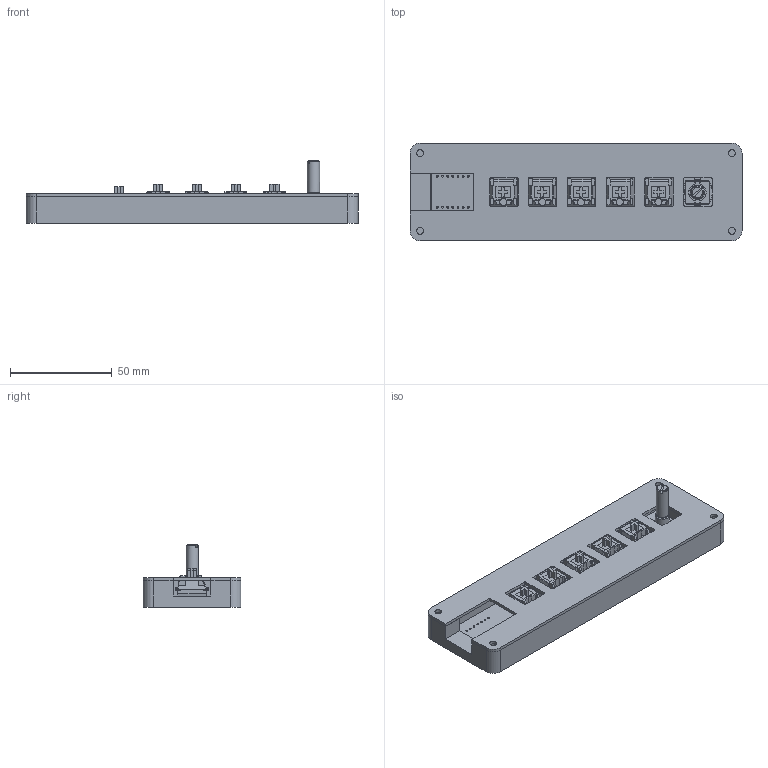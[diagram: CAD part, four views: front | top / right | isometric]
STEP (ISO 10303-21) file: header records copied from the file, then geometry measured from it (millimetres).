
FILE_DESCRIPTION(/* description */ ('KiCad electronic assembly'),/* implementation_level */ '2;1');
FILE_NAME(/* name */ 'assembled_case.step',/* time_stamp */ '2025-12-29T20:12:05-05:00',/* author */ (''),/* organization */ (''),/* preprocessor_version */ 'ST-DEVELOPER v20.1',/* originating_system */ 'Autodesk Translation Framework v14.21.0.0',/* authorisation */ '');
FILE_SCHEMA (('AUTOMOTIVE_DESIGN { 1 0 10303 214 3 1 1 }'));
Length unit declared in the file: millimetre
Products named in the file (9): liuv's_hackpad 1; EC11-SMD-25R-black; EC11-Base; EC11-Shaft-R; EC11-Housing-SMD; liuv's_hackpad_PCB; switch; Component1; Component2
Assembly tree (11 placements, depth 3):
  liuv's_hackpad 1
    switch  x5
      Component1
      Component2
    EC11-SMD-25R-black
      EC11-Base
      EC11-Shaft-R
      EC11-Housing-SMD
  liuv's_hackpad_PCB
Bounding box: 163.05 x 48.09 x 30.64 mm (x, y, z)
Volume: 83243.4 mm3; surface area: 57227.8 mm2
Topology: 52 solids, 52 shells, 1427 faces, 3665 edges, 2355 vertices
Faces by surface type: plane 965, bspline 225, cylinder 209, cone 18, sphere 10
Full cylindrical faces by diameter (mm): 0.889 x14, 0.95 x1, 1 x5, 1.15 x1, 1.5 x10, 1.6 x10, 1.7 x10, 3 x2, 3.4 x8, 3.85 x5, 4 x5, 6 x1, 7 x1
Entity records: 31190 total; most frequent: CARTESIAN_POINT 9151, ORIENTED_EDGE 4726, DIRECTION 4103, EDGE_CURVE 2363, LINE 1657, VECTOR 1657, VERTEX_POINT 1507, AXIS2_PLACEMENT_3D 1223
